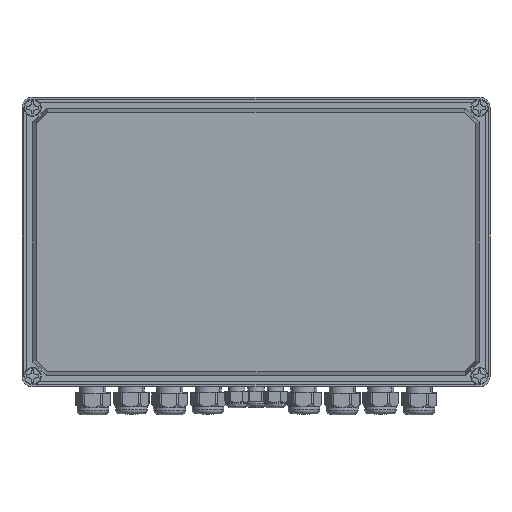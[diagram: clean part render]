
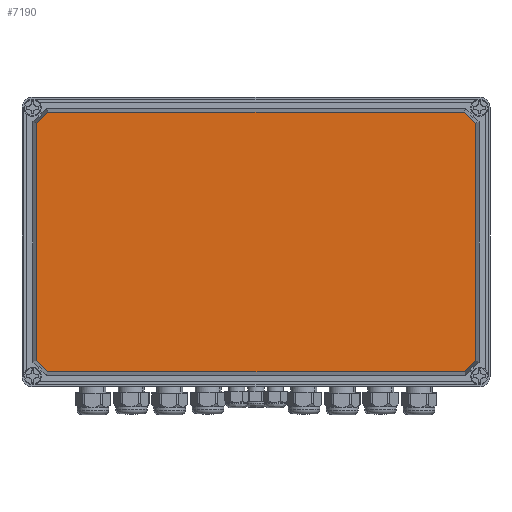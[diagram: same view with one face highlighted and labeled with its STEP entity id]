
A CAD part, top view. The second image highlights one B-rep face of the part: STEP entity #7190.
In plain terms, the highlighted planar face has unit normal (0, 0, 1).
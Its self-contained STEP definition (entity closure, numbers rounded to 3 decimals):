
#7122=AXIS2_PLACEMENT_3D('Plane Axis2P3D',#7119,#7120,#7121) ;
#7119=CARTESIAN_POINT('Axis2P3D Location',(244.,180.631,209.157)) ;
#7124=CARTESIAN_POINT('Line Origine',(15.243,180.131,209.157)) ;
#7128=CARTESIAN_POINT('Vertex',(15.243,303.732,209.157)) ;
#7130=CARTESIAN_POINT('Vertex',(15.243,56.53,209.157)) ;
#7133=CARTESIAN_POINT('Line Origine',(21.071,50.702,209.157)) ;
#7137=CARTESIAN_POINT('Vertex',(26.899,44.874,209.157)) ;
#7140=CARTESIAN_POINT('Line Origine',(244.,44.874,209.157)) ;
#7144=CARTESIAN_POINT('Vertex',(461.101,44.874,209.157)) ;
#7147=CARTESIAN_POINT('Line Origine',(466.929,50.702,209.157)) ;
#7151=CARTESIAN_POINT('Vertex',(472.757,56.53,209.157)) ;
#7154=CARTESIAN_POINT('Line Origine',(472.757,180.131,209.157)) ;
#7158=CARTESIAN_POINT('Vertex',(472.757,303.732,209.157)) ;
#7161=CARTESIAN_POINT('Line Origine',(466.929,309.56,209.157)) ;
#7165=CARTESIAN_POINT('Vertex',(461.101,315.388,209.157)) ;
#7168=CARTESIAN_POINT('Line Origine',(244.,315.388,209.157)) ;
#7172=CARTESIAN_POINT('Vertex',(26.899,315.388,209.157)) ;
#7175=CARTESIAN_POINT('Line Origine',(21.071,309.56,209.157)) ;
#7120=DIRECTION('Axis2P3D Direction',(-0.,0.,1.)) ;
#7121=DIRECTION('Axis2P3D XDirection',(1.,0.,0.)) ;
#7125=DIRECTION('Vector Direction',(0.,-1.,0.)) ;
#7134=DIRECTION('Vector Direction',(0.707,-0.707,0.)) ;
#7141=DIRECTION('Vector Direction',(1.,0.,0.)) ;
#7148=DIRECTION('Vector Direction',(0.707,0.707,0.)) ;
#7155=DIRECTION('Vector Direction',(0.,1.,0.)) ;
#7162=DIRECTION('Vector Direction',(-0.707,0.707,0.)) ;
#7169=DIRECTION('Vector Direction',(-1.,0.,0.)) ;
#7176=DIRECTION('Vector Direction',(-0.707,-0.707,0.)) ;
#7126=VECTOR('Line Direction',#7125,1.) ;
#7135=VECTOR('Line Direction',#7134,1.) ;
#7142=VECTOR('Line Direction',#7141,1.) ;
#7149=VECTOR('Line Direction',#7148,1.) ;
#7156=VECTOR('Line Direction',#7155,1.) ;
#7163=VECTOR('Line Direction',#7162,1.) ;
#7170=VECTOR('Line Direction',#7169,1.) ;
#7177=VECTOR('Line Direction',#7176,1.) ;
#7181=ORIENTED_EDGE('',*,*,#7132,.T.) ;
#7182=ORIENTED_EDGE('',*,*,#7139,.T.) ;
#7183=ORIENTED_EDGE('',*,*,#7146,.T.) ;
#7184=ORIENTED_EDGE('',*,*,#7153,.T.) ;
#7185=ORIENTED_EDGE('',*,*,#7160,.T.) ;
#7186=ORIENTED_EDGE('',*,*,#7167,.T.) ;
#7187=ORIENTED_EDGE('',*,*,#7174,.T.) ;
#7188=ORIENTED_EDGE('',*,*,#7179,.T.) ;
#7190=ADVANCED_FACE('GEHAEUSEOBERTEIL',(#7189),#7123,.T.) ;
#7132=EDGE_CURVE('',#7129,#7131,#7127,.T.) ;
#7139=EDGE_CURVE('',#7131,#7138,#7136,.T.) ;
#7146=EDGE_CURVE('',#7138,#7145,#7143,.T.) ;
#7153=EDGE_CURVE('',#7145,#7152,#7150,.T.) ;
#7160=EDGE_CURVE('',#7152,#7159,#7157,.T.) ;
#7167=EDGE_CURVE('',#7159,#7166,#7164,.T.) ;
#7174=EDGE_CURVE('',#7166,#7173,#7171,.T.) ;
#7179=EDGE_CURVE('',#7173,#7129,#7178,.T.) ;
#7180=EDGE_LOOP('',(#7181,#7182,#7183,#7184,#7185,#7186,#7187,#7188)) ;
#7189=FACE_OUTER_BOUND('',#7180,.T.) ;
#7127=LINE('Line',#7124,#7126) ;
#7136=LINE('Line',#7133,#7135) ;
#7143=LINE('Line',#7140,#7142) ;
#7150=LINE('Line',#7147,#7149) ;
#7157=LINE('Line',#7154,#7156) ;
#7164=LINE('Line',#7161,#7163) ;
#7171=LINE('Line',#7168,#7170) ;
#7178=LINE('Line',#7175,#7177) ;
#7123=PLANE('',#7122) ;
#7129=VERTEX_POINT('',#7128) ;
#7131=VERTEX_POINT('',#7130) ;
#7138=VERTEX_POINT('',#7137) ;
#7145=VERTEX_POINT('',#7144) ;
#7152=VERTEX_POINT('',#7151) ;
#7159=VERTEX_POINT('',#7158) ;
#7166=VERTEX_POINT('',#7165) ;
#7173=VERTEX_POINT('',#7172) ;
